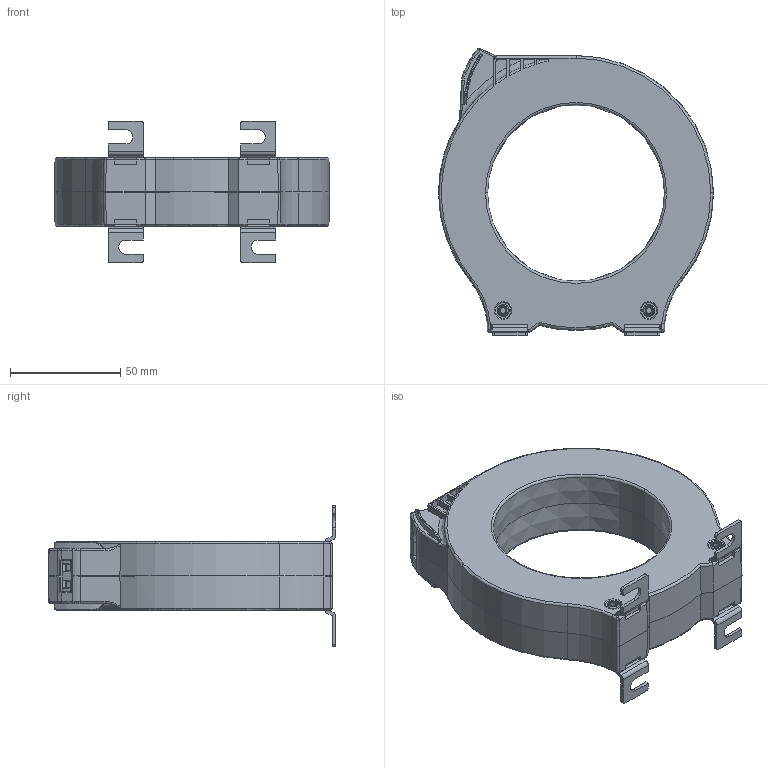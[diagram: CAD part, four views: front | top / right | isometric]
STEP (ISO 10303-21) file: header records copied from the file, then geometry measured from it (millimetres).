
FILE_DESCRIPTION((''),'2;1');
FILE_NAME('PRT0002','2018-06-28T',('esors'),(''),'CREO PARAMETRIC BY PTC INC, 2015290','CREO PARAMETRIC BY PTC INC, 2015290','');
FILE_SCHEMA(('AUTOMOTIVE_DESIGN { 1 0 10303 214 1 1 1 1 }'));
Length unit declared in the file: millimetre
Products named in the file (1): PRT0002
Bounding box: 124.57 x 130.37 x 64 mm (x, y, z)
Volume: 2376.3 mm3; surface area: 82340.3 mm2
Topology: 4 solids, 7 shells, 889 faces, 2389 edges, 1536 vertices
Faces by surface type: plane 411, cone 225, cylinder 143, torus 66, bspline 40, sphere 4
Entity records: 45619 total; most frequent: CARTESIAN_POINT 8713, ORIENTED_EDGE 4692, DIRECTION 4443, PRESENTATION_STYLE_ASSIGNMENT 3243, STYLED_ITEM 2390, CURVE_STYLE 2383, EDGE_CURVE 2383, AXIS2_PLACEMENT_3D 1592
